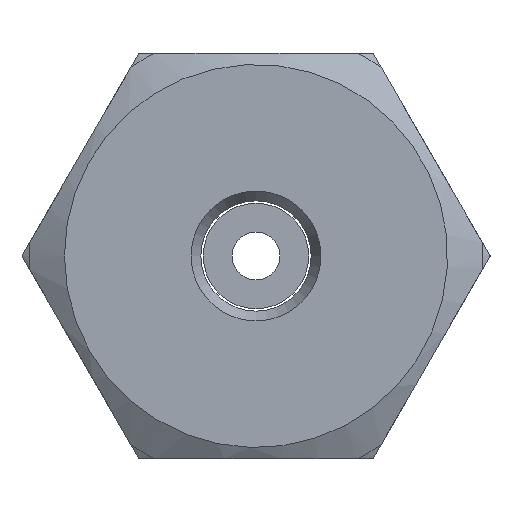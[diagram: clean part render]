
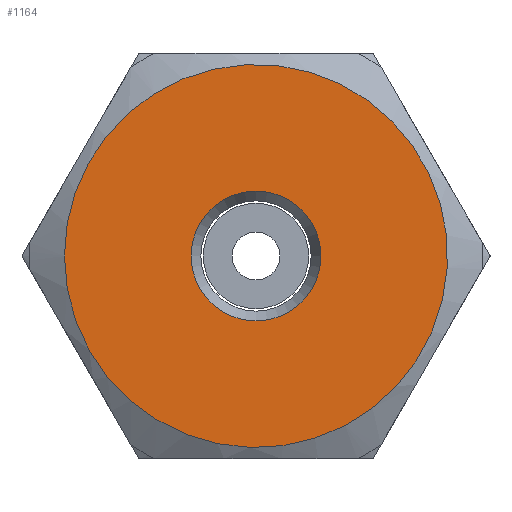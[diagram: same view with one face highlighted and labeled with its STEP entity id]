
A CAD part, left-side view. The second image highlights one B-rep face of the part: STEP entity #1164.
In plain terms, the highlighted planar face has unit normal (-1, 0, 0).
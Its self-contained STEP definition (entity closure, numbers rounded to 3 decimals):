
#1002=CARTESIAN_POINT('',(-7.758,-1.016,0.));
#1003=VERTEX_POINT('',#1002);
#1004=CARTESIAN_POINT('',(-7.758,0.,0.));
#1005=DIRECTION('',(1.0,0.0,0.0));
#1006=DIRECTION('',(0.0,-1.0,0.0));
#1007=AXIS2_PLACEMENT_3D('',#1004,#1005,#1006);
#1008=CIRCLE('',#1007,1.016);
#1009=EDGE_CURVE('',#1003,#1003,#1008,.T.);
#1141=CARTESIAN_POINT('',(-7.758,3.,0.));
#1142=VERTEX_POINT('',#1141);
#1143=CARTESIAN_POINT('',(-7.758,0.,0.));
#1144=DIRECTION('',(1.0,0.0,0.0));
#1145=DIRECTION('',(0.0,-1.0,0.0));
#1146=AXIS2_PLACEMENT_3D('',#1143,#1144,#1145);
#1147=CIRCLE('',#1146,3.0);
#1148=EDGE_CURVE('',#1142,#1142,#1147,.T.);
#1153=CARTESIAN_POINT('',(-7.758,1.775,0.));
#1154=DIRECTION('',(-1.0,0.0,0.0));
#1155=DIRECTION('',(0.0,0.0,1.0));
#1156=AXIS2_PLACEMENT_3D('',#1153,#1154,#1155);
#1157=PLANE('',#1156);
#1158=ORIENTED_EDGE('',*,*,#1148,.F.);
#1159=EDGE_LOOP('',(#1158));
#1160=FACE_OUTER_BOUND('',#1159,.T.);
#1161=ORIENTED_EDGE('',*,*,#1009,.T.);
#1162=EDGE_LOOP('',(#1161));
#1163=FACE_BOUND('',#1162,.T.);
#1164=ADVANCED_FACE('',(#1160,#1163),#1157,.T.);
